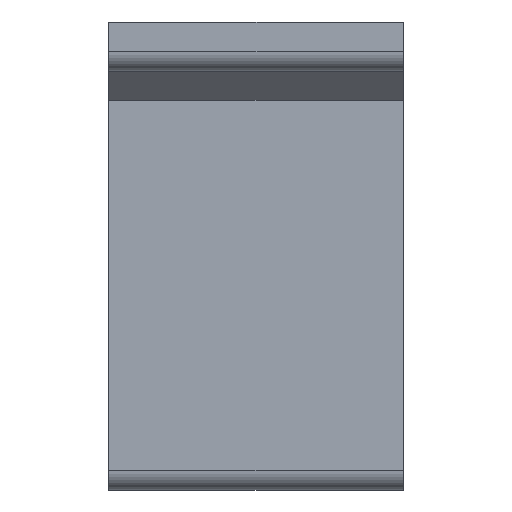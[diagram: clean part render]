
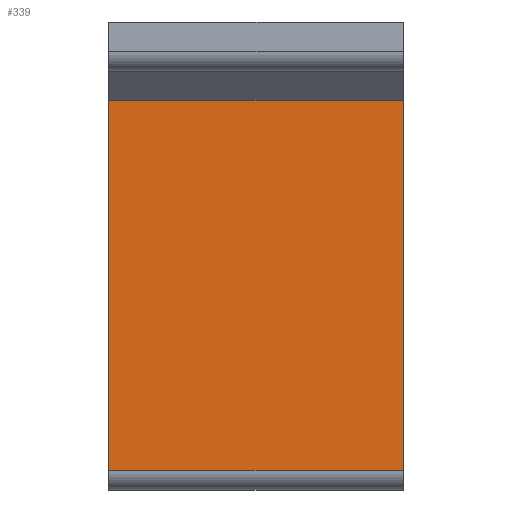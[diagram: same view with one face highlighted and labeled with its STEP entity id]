
A CAD part, left-side view. The second image highlights one B-rep face of the part: STEP entity #339.
In plain terms, the highlighted planar face has unit normal (-1, 0, 0).
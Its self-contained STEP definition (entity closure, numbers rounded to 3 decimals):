
#33 = LINE ( 'NONE', #191, #152 ) ;
#35 = EDGE_CURVE ( 'NONE', #120, #516, #497, .T. ) ;
#66 = CARTESIAN_POINT ( 'NONE',  ( 12.3, 15., -23.85 ) ) ;
#76 = LINE ( 'NONE', #338, #565 ) ;
#79 = EDGE_CURVE ( 'NONE', #230, #516, #607, .T. ) ;
#120 = VERTEX_POINT ( 'NONE', #499 ) ;
#135 = AXIS2_PLACEMENT_3D ( 'NONE', #66, #161, #157 ) ;
#152 = VECTOR ( 'NONE', #422, 1000. ) ;
#157 = DIRECTION ( 'NONE',  ( 0., 0., -1. ) ) ;
#160 = ORIENTED_EDGE ( 'NONE', *, *, #322, .T. ) ;
#161 = DIRECTION ( 'NONE',  ( 1., 0., 0. ) ) ;
#177 = DIRECTION ( 'NONE',  ( 0., 1., 0. ) ) ;
#191 = CARTESIAN_POINT ( 'NONE',  ( 12.3, 0., -23.85 ) ) ;
#208 = VECTOR ( 'NONE', #462, 1000. ) ;
#224 = EDGE_CURVE ( 'NONE', #544, #230, #33, .T. ) ;
#230 = VERTEX_POINT ( 'NONE', #236 ) ;
#236 = CARTESIAN_POINT ( 'NONE',  ( 12.3, 0., -4. ) ) ;
#280 = CARTESIAN_POINT ( 'NONE',  ( 12.3, 0., -22.85 ) ) ;
#321 = ORIENTED_EDGE ( 'NONE', *, *, #35, .F. ) ;
#322 = EDGE_CURVE ( 'NONE', #120, #544, #76, .T. ) ;
#338 = CARTESIAN_POINT ( 'NONE',  ( 12.3, 15., -22.85 ) ) ;
#339 = ADVANCED_FACE ( 'NONE', ( #512 ), #432, .F. ) ;
#354 = VECTOR ( 'NONE', #177, 1000. ) ;
#359 = CARTESIAN_POINT ( 'NONE',  ( 12.3, 15., -23.85 ) ) ;
#379 = ORIENTED_EDGE ( 'NONE', *, *, #79, .T. ) ;
#404 = EDGE_LOOP ( 'NONE', ( #321, #160, #494, #379 ) ) ;
#405 = CARTESIAN_POINT ( 'NONE',  ( 12.3, 15., -4. ) ) ;
#422 = DIRECTION ( 'NONE',  ( 0., 0., 1. ) ) ;
#432 = PLANE ( 'NONE',  #135 ) ;
#462 = DIRECTION ( 'NONE',  ( 0., 0., 1. ) ) ;
#483 = DIRECTION ( 'NONE',  ( 0., -1., 0. ) ) ;
#494 = ORIENTED_EDGE ( 'NONE', *, *, #224, .T. ) ;
#497 = LINE ( 'NONE', #359, #208 ) ;
#499 = CARTESIAN_POINT ( 'NONE',  ( 12.3, 15., -22.85 ) ) ;
#512 = FACE_OUTER_BOUND ( 'NONE', #404, .T. ) ;
#516 = VERTEX_POINT ( 'NONE', #405 ) ;
#544 = VERTEX_POINT ( 'NONE', #280 ) ;
#565 = VECTOR ( 'NONE', #483, 1000. ) ;
#607 = LINE ( 'NONE', #608, #354 ) ;
#608 = CARTESIAN_POINT ( 'NONE',  ( 12.3, 15., -4. ) ) ;
